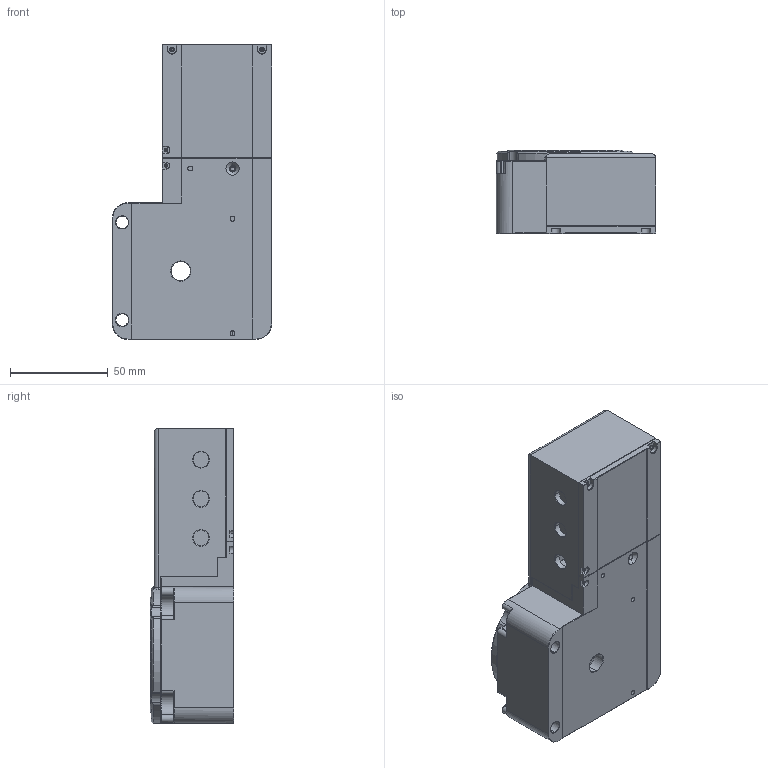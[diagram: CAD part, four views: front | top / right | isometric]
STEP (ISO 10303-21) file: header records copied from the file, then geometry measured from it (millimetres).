
FILE_DESCRIPTION (( 'STEP AP203' ), '1' );
FILE_NAME ('528668.STEP', '2024-09-21T08:38:36', ( '' ), ( '' ), 'SwSTEP 2.0', 'SolidWorks 2020', '' );
FILE_SCHEMA (( 'CONFIG_CONTROL_DESIGN' ));
Products named in the file (1): 528668
Bounding box: 81.5 x 42.8 x 151 mm (x, y, z)
Volume: 291833.9 mm3; surface area: 123696.3 mm2
Topology: 19 solids, 19 shells, 1383 faces, 3419 edges, 2131 vertices
Faces by surface type: cylinder 684, plane 433, cone 208, bspline 34, torus 24
Entity records: 56681 total; most frequent: CARTESIAN_POINT 24546, ORIENTED_EDGE 6802, DIRECTION 6635, EDGE_CURVE 3401, AXIS2_PLACEMENT_3D 2498, VERTEX_POINT 2131, VECTOR 1639, LINE 1639
